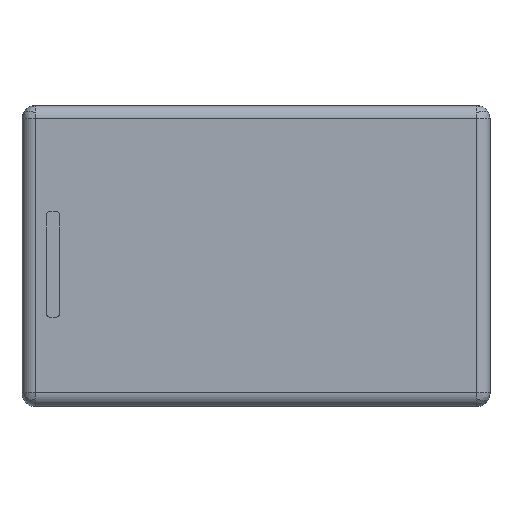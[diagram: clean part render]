
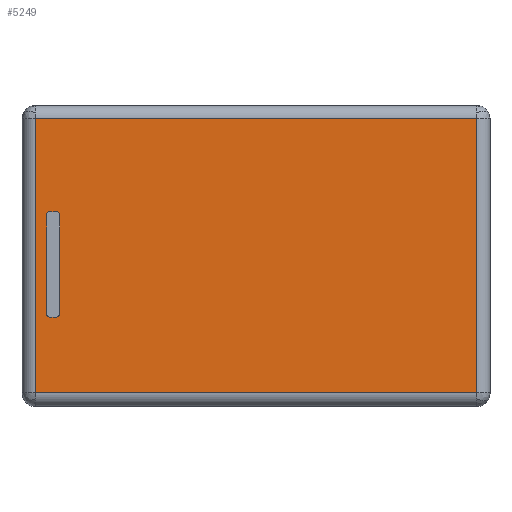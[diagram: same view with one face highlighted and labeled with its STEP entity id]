
A CAD part, top view. The second image highlights one B-rep face of the part: STEP entity #5249.
In plain terms, the highlighted planar face has unit normal (0, 0, 1).
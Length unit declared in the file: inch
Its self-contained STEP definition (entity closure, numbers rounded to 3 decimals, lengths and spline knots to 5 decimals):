
#73 = CARTESIAN_POINT ( 'NONE',  ( -0.25984, 0.08858, 0.2126 ) ) ;
#87 = PLANE ( 'NONE',  #5474 ) ;
#393 = EDGE_CURVE ( 'NONE', #4171, #3502, #2368, .T. ) ;
#502 = CARTESIAN_POINT ( 'NONE',  ( 0., 0., 0.2126 ) ) ;
#557 = LINE ( 'NONE', #73, #763 ) ;
#763 = VECTOR ( 'NONE', #1041, 39.37008 ) ;
#1019 = CARTESIAN_POINT ( 'NONE',  ( 0.25984, -0.08858, 0.2126 ) ) ;
#1041 = DIRECTION ( 'NONE',  ( 0., 1., 0. ) ) ;
#1237 = CARTESIAN_POINT ( 'NONE',  ( -0.25984, 0.16142, 0.2126 ) ) ;
#1287 = EDGE_CURVE ( 'NONE', #2350, #4171, #1380, .T. ) ;
#1380 = LINE ( 'NONE', #1019, #5769 ) ;
#1495 = VERTEX_POINT ( 'NONE', #1237 ) ;
#1699 = ORIENTED_EDGE ( 'NONE', *, *, #393, .F. ) ;
#1858 = VECTOR ( 'NONE', #2468, 39.37008 ) ;
#2028 = CARTESIAN_POINT ( 'NONE',  ( 0.1378, 0.16142, 0.2126 ) ) ;
#2116 = EDGE_CURVE ( 'NONE', #3502, #1495, #557, .T. ) ;
#2259 = CARTESIAN_POINT ( 'NONE',  ( -0.1378, -0.16142, 0.2126 ) ) ;
#2350 = VERTEX_POINT ( 'NONE', #5366 ) ;
#2368 = LINE ( 'NONE', #2259, #3713 ) ;
#2407 = FACE_OUTER_BOUND ( 'NONE', #4133, .T. ) ;
#2468 = DIRECTION ( 'NONE',  ( 1., 0., 0. ) ) ;
#3502 = VERTEX_POINT ( 'NONE', #5592 ) ;
#3713 = VECTOR ( 'NONE', #3762, 39.37008 ) ;
#3722 = ORIENTED_EDGE ( 'NONE', *, *, #4507, .F. ) ;
#3740 = DIRECTION ( 'NONE',  ( 1., 0., 0. ) ) ;
#3762 = DIRECTION ( 'NONE',  ( -1., 0., 0. ) ) ;
#3853 = LINE ( 'NONE', #2028, #1858 ) ;
#4133 = EDGE_LOOP ( 'NONE', ( #4550, #3722, #5347, #1699 ) ) ;
#4171 = VERTEX_POINT ( 'NONE', #4925 ) ;
#4507 = EDGE_CURVE ( 'NONE', #1495, #2350, #3853, .T. ) ;
#4550 = ORIENTED_EDGE ( 'NONE', *, *, #1287, .F. ) ;
#4925 = CARTESIAN_POINT ( 'NONE',  ( 0.25984, -0.16142, 0.2126 ) ) ;
#5060 = DIRECTION ( 'NONE',  ( 0., 0., 1. ) ) ;
#5121 = DIRECTION ( 'NONE',  ( 0., -1., 0. ) ) ;
#5249 = ADVANCED_FACE ( 'NONE', ( #2407 ), #87, .T. ) ;
#5347 = ORIENTED_EDGE ( 'NONE', *, *, #2116, .F. ) ;
#5366 = CARTESIAN_POINT ( 'NONE',  ( 0.25984, 0.16142, 0.2126 ) ) ;
#5474 = AXIS2_PLACEMENT_3D ( 'NONE', #502, #5060, #3740 ) ;
#5592 = CARTESIAN_POINT ( 'NONE',  ( -0.25984, -0.16142, 0.2126 ) ) ;
#5769 = VECTOR ( 'NONE', #5121, 39.37008 ) ;
